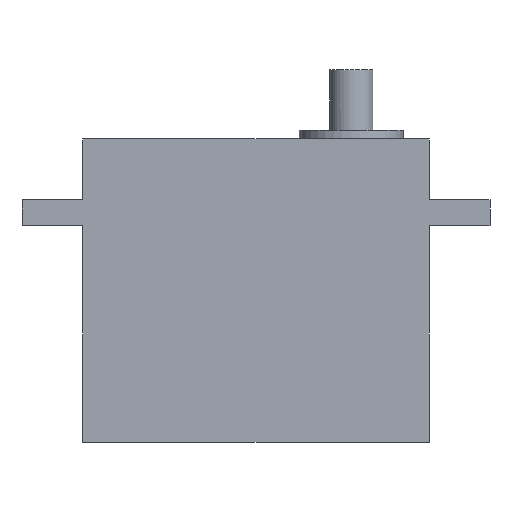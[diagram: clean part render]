
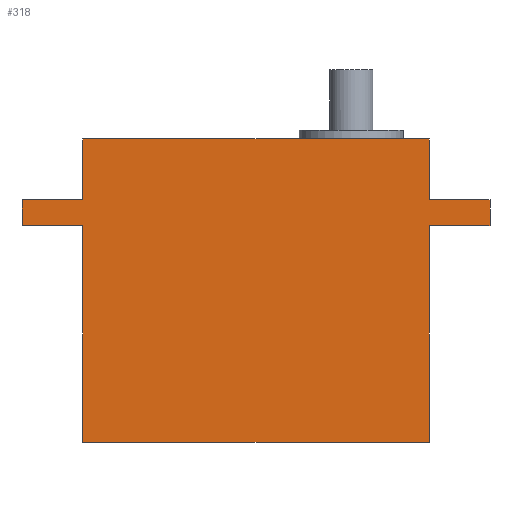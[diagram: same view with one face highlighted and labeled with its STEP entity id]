
A CAD part, front view. The second image highlights one B-rep face of the part: STEP entity #318.
In plain terms, the highlighted planar face has unit normal (0, -1, 0).
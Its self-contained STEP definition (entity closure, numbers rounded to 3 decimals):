
#17=LINE('',#448,#53);
#19=LINE('',#453,#55);
#23=LINE('',#460,#59);
#25=LINE('',#466,#61);
#29=LINE('',#474,#65);
#33=LINE('',#481,#69);
#36=LINE('',#487,#72);
#37=LINE('',#490,#73);
#42=LINE('',#499,#78);
#43=LINE('',#502,#79);
#48=LINE('',#510,#84);
#49=LINE('',#511,#85);
#53=VECTOR('',#368,3.);
#55=VECTOR('',#372,7.);
#59=VECTOR('',#378,7.);
#61=VECTOR('',#382,3.);
#65=VECTOR('',#388,7.);
#69=VECTOR('',#394,7.);
#72=VECTOR('',#399,25.);
#73=VECTOR('',#402,25.);
#78=VECTOR('',#409,7.);
#79=VECTOR('',#412,7.);
#84=VECTOR('',#421,40.);
#85=VECTOR('',#422,40.);
#99=PLANE('',#342);
#121=FACE_OUTER_BOUND('',#142,.T.);
#142=EDGE_LOOP('',(#277,#278,#279,#280,#281,#282,#283,#284,#285,#286,#287,
#288));
#155=VERTEX_POINT('',#442);
#157=VERTEX_POINT('',#446);
#159=VERTEX_POINT('',#452);
#161=VERTEX_POINT('',#458);
#162=VERTEX_POINT('',#462);
#164=VERTEX_POINT('',#465);
#166=VERTEX_POINT('',#471);
#169=VERTEX_POINT('',#478);
#171=VERTEX_POINT('',#485);
#172=VERTEX_POINT('',#489);
#175=VERTEX_POINT('',#497);
#176=VERTEX_POINT('',#501);
#185=EDGE_CURVE('',#155,#157,#17,.T.);
#187=EDGE_CURVE('',#155,#159,#19,.T.);
#191=EDGE_CURVE('',#161,#157,#23,.T.);
#193=EDGE_CURVE('',#162,#164,#25,.T.);
#197=EDGE_CURVE('',#166,#162,#29,.T.);
#201=EDGE_CURVE('',#164,#169,#33,.T.);
#204=EDGE_CURVE('',#171,#161,#36,.T.);
#205=EDGE_CURVE('',#172,#169,#37,.T.);
#210=EDGE_CURVE('',#166,#175,#42,.T.);
#211=EDGE_CURVE('',#159,#176,#43,.T.);
#216=EDGE_CURVE('',#171,#172,#48,.T.);
#217=EDGE_CURVE('',#176,#175,#49,.T.);
#277=ORIENTED_EDGE('',*,*,#216,.T.);
#278=ORIENTED_EDGE('',*,*,#205,.T.);
#279=ORIENTED_EDGE('',*,*,#201,.F.);
#280=ORIENTED_EDGE('',*,*,#193,.F.);
#281=ORIENTED_EDGE('',*,*,#197,.F.);
#282=ORIENTED_EDGE('',*,*,#210,.T.);
#283=ORIENTED_EDGE('',*,*,#217,.F.);
#284=ORIENTED_EDGE('',*,*,#211,.F.);
#285=ORIENTED_EDGE('',*,*,#187,.F.);
#286=ORIENTED_EDGE('',*,*,#185,.T.);
#287=ORIENTED_EDGE('',*,*,#191,.F.);
#288=ORIENTED_EDGE('',*,*,#204,.F.);
#318=ADVANCED_FACE('',(#121),#99,.T.);
#342=AXIS2_PLACEMENT_3D('',#509,#419,#420);
#368=DIRECTION('',(0.,0.,-1.));
#372=DIRECTION('',(1.,0.,0.));
#378=DIRECTION('',(-1.,0.,0.));
#382=DIRECTION('',(0.,0.,-1.));
#388=DIRECTION('',(1.,0.,0.));
#394=DIRECTION('',(-1.,0.,0.));
#399=DIRECTION('',(0.,0.,1.));
#402=DIRECTION('',(0.,0.,1.));
#409=DIRECTION('',(0.,0.,1.));
#412=DIRECTION('',(0.,0.,1.));
#419=DIRECTION('center_axis',(0.,-1.,0.));
#420=DIRECTION('ref_axis',(1.,0.,0.));
#421=DIRECTION('',(1.,0.,0.));
#422=DIRECTION('',(1.,0.,0.));
#442=CARTESIAN_POINT('',(-7.,0.,28.));
#446=CARTESIAN_POINT('',(-7.,0.,25.));
#448=CARTESIAN_POINT('',(-7.,0.,28.));
#452=CARTESIAN_POINT('',(0.,0.,28.));
#453=CARTESIAN_POINT('',(-7.,0.,28.));
#458=CARTESIAN_POINT('',(0.,0.,25.));
#460=CARTESIAN_POINT('',(-7.,0.,25.));
#462=CARTESIAN_POINT('',(47.,0.,28.));
#465=CARTESIAN_POINT('',(47.,0.,25.));
#466=CARTESIAN_POINT('',(47.,0.,28.));
#471=CARTESIAN_POINT('',(40.,0.,28.));
#474=CARTESIAN_POINT('',(40.,0.,28.));
#478=CARTESIAN_POINT('',(40.,0.,25.));
#481=CARTESIAN_POINT('',(40.,0.,25.));
#485=CARTESIAN_POINT('',(0.,0.,0.));
#487=CARTESIAN_POINT('',(0.,0.,0.));
#489=CARTESIAN_POINT('',(40.,0.,0.));
#490=CARTESIAN_POINT('',(40.,0.,0.));
#497=CARTESIAN_POINT('',(40.,0.,35.));
#499=CARTESIAN_POINT('',(40.,0.,0.));
#501=CARTESIAN_POINT('',(0.,0.,35.));
#502=CARTESIAN_POINT('',(0.,0.,0.));
#509=CARTESIAN_POINT('Origin',(0.,0.,0.));
#510=CARTESIAN_POINT('',(0.,0.,0.));
#511=CARTESIAN_POINT('',(0.,0.,35.));
